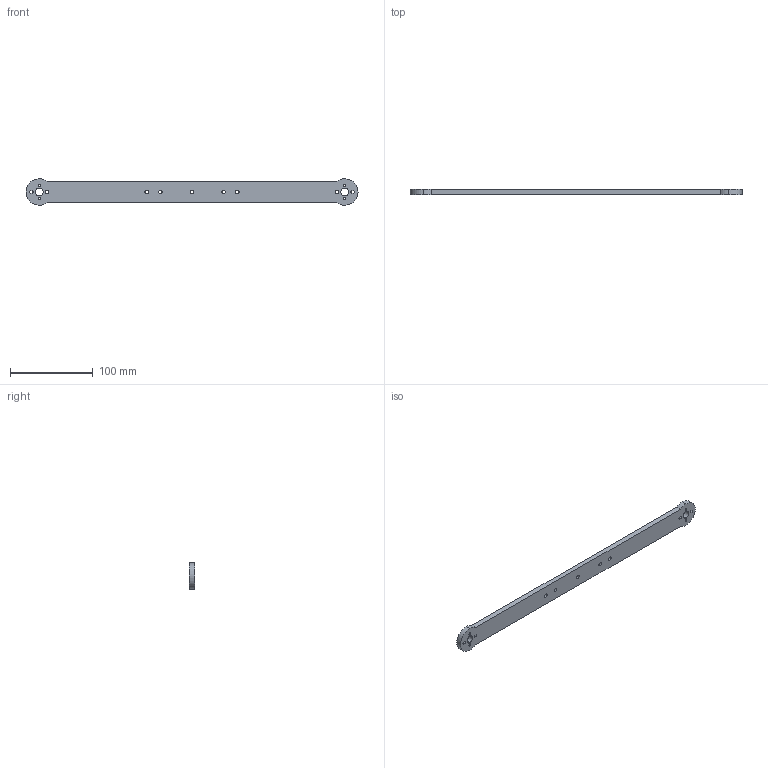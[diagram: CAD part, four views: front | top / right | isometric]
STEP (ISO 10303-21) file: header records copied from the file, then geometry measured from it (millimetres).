
FILE_DESCRIPTION (( 'STEP AP214' ), '1' );
FILE_NAME ('Detachable arm.STEP', '2019-05-02T23:21:38', ( '' ), ( '' ), 'SwSTEP 2.0', 'SolidWorks 2018', '' );
FILE_SCHEMA (( 'AUTOMOTIVE_DESIGN' ));
Length unit declared in the file: millimetre
Products named in the file (1): Detachable arm
Bounding box: 400.05 x 6.35 x 31.75 mm (x, y, z)
Volume: 63118.2 mm3; surface area: 26579.5 mm2
Topology: 1 solids, 1 shells, 60 faces, 174 edges, 116 vertices
Faces by surface type: cylinder 40, plane 20
Entity records: 2112 total; most frequent: DIRECTION 376, CARTESIAN_POINT 351, ORIENTED_EDGE 348, EDGE_CURVE 174, AXIS2_PLACEMENT_3D 141, VERTEX_POINT 116, LINE 94, VECTOR 94
